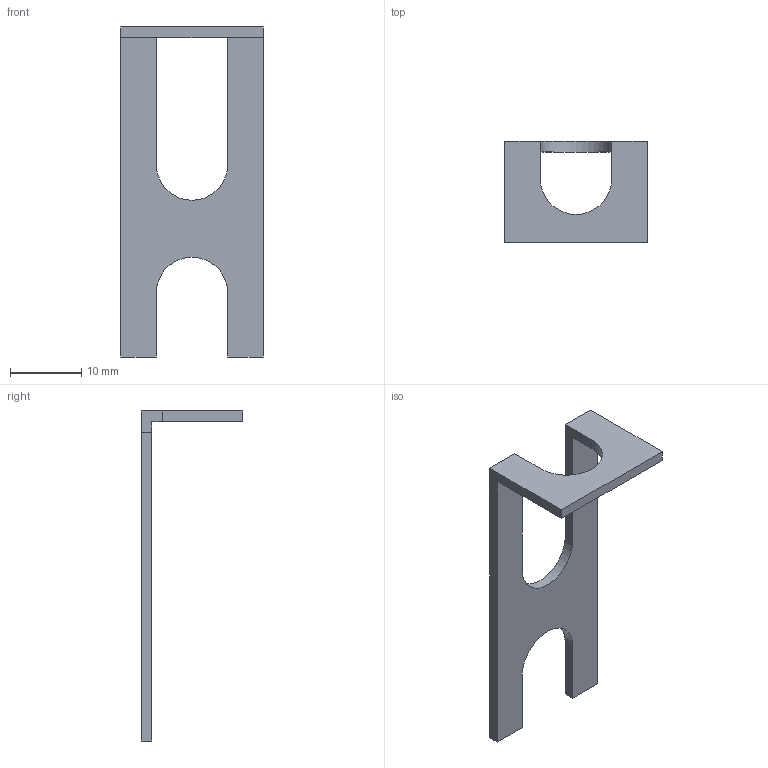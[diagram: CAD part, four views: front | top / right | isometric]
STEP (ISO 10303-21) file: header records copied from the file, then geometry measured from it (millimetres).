
FILE_DESCRIPTION(/* description */ (''),/* implementation_level */ '2;1');
FILE_NAME(/* name */ 'FKL N.stp',/* time_stamp */ '2023-05-23T11:33:14+03:00',/* author */ ('man37'),/* organization */ (''),/* preprocessor_version */ 'ST-DEVELOPER v19.2',/* originating_system */ 'Autodesk Inventor 2023',/* authorisation */ '');
FILE_SCHEMA (('AUTOMOTIVE_DESIGN { 1 0 10303 214 3 1 1 }'));
Length unit declared in the file: millimetre
Products named in the file (1): FKL N
Bounding box: 20 x 14.3 x 46.3 mm (x, y, z)
Volume: 1114.9 mm3; surface area: 1875.9 mm2
Topology: 1 solids, 1 shells, 24 faces, 72 edges, 48 vertices
Faces by surface type: plane 21, cylinder 3
Entity records: 849 total; most frequent: CARTESIAN_POINT 145, ORIENTED_EDGE 144, DIRECTION 128, EDGE_CURVE 72, LINE 66, VECTOR 66, VERTEX_POINT 48, AXIS2_PLACEMENT_3D 31
